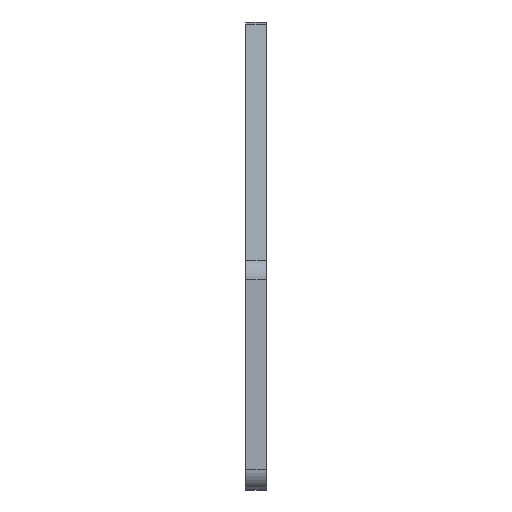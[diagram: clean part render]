
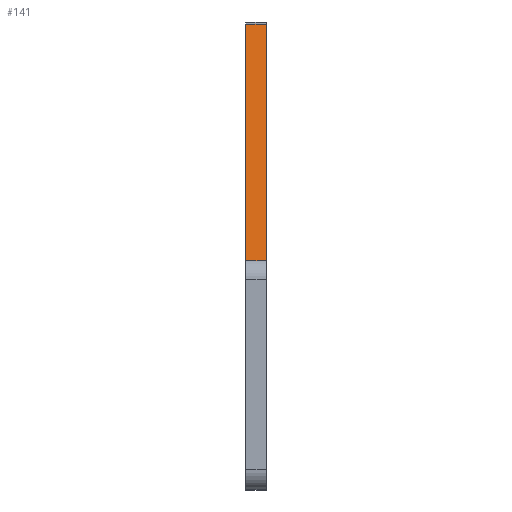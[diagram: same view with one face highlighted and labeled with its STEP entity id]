
A CAD part, left-side view. The second image highlights one B-rep face of the part: STEP entity #141.
In plain terms, the highlighted planar face has unit normal (-0.447, 0, 0.894).
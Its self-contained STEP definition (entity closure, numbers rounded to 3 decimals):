
#24 = LINE ( 'NONE', #513, #97 ) ;
#29 = DIRECTION ( 'NONE',  ( -0.894, 0., -0.447 ) ) ;
#97 = VECTOR ( 'NONE', #640, 1000. ) ;
#103 = CARTESIAN_POINT ( 'NONE',  ( -15.056, 0., 42.736 ) ) ;
#105 = EDGE_CURVE ( 'NONE', #154, #551, #313, .T. ) ;
#141 = ADVANCED_FACE ( 'NONE', ( #382 ), #456, .T. ) ;
#152 = VECTOR ( 'NONE', #29, 1000. ) ;
#154 = VERTEX_POINT ( 'NONE', #103 ) ;
#184 = CARTESIAN_POINT ( 'NONE',  ( -14.528, 0., 43. ) ) ;
#247 = DIRECTION ( 'NONE',  ( -0.447, 0., 0.894 ) ) ;
#274 = EDGE_LOOP ( 'NONE', ( #697, #775, #442, #543 ) ) ;
#313 = LINE ( 'NONE', #675, #152 ) ;
#373 = CARTESIAN_POINT ( 'NONE',  ( -71.618, 0., 14.455 ) ) ;
#380 = CARTESIAN_POINT ( 'NONE',  ( -15.056, 2.5, 42.736 ) ) ;
#382 = FACE_OUTER_BOUND ( 'NONE', #274, .T. ) ;
#442 = ORIENTED_EDGE ( 'NONE', *, *, #105, .F. ) ;
#456 = PLANE ( 'NONE',  #460 ) ;
#460 = AXIS2_PLACEMENT_3D ( 'NONE', #184, #247, #662 ) ;
#472 = EDGE_CURVE ( 'NONE', #822, #681, #24, .T. ) ;
#512 = LINE ( 'NONE', #373, #796 ) ;
#513 = CARTESIAN_POINT ( 'NONE',  ( -14.528, 2.5, 43. ) ) ;
#523 = LINE ( 'NONE', #649, #889 ) ;
#543 = ORIENTED_EDGE ( 'NONE', *, *, #777, .F. ) ;
#551 = VERTEX_POINT ( 'NONE', #715 ) ;
#599 = DIRECTION ( 'NONE',  ( 0., -1., 0. ) ) ;
#640 = DIRECTION ( 'NONE',  ( -0.894, 0., -0.447 ) ) ;
#649 = CARTESIAN_POINT ( 'NONE',  ( -15.056, 0., 42.736 ) ) ;
#662 = DIRECTION ( 'NONE',  ( -0.894, 0., -0.447 ) ) ;
#675 = CARTESIAN_POINT ( 'NONE',  ( -14.528, 0., 43. ) ) ;
#681 = VERTEX_POINT ( 'NONE', #842 ) ;
#697 = ORIENTED_EDGE ( 'NONE', *, *, #472, .T. ) ;
#715 = CARTESIAN_POINT ( 'NONE',  ( -71.618, 0., 14.455 ) ) ;
#775 = ORIENTED_EDGE ( 'NONE', *, *, #816, .F. ) ;
#777 = EDGE_CURVE ( 'NONE', #822, #154, #523, .T. ) ;
#791 = DIRECTION ( 'NONE',  ( 0., 1., 0. ) ) ;
#796 = VECTOR ( 'NONE', #791, 1000. ) ;
#816 = EDGE_CURVE ( 'NONE', #551, #681, #512, .T. ) ;
#822 = VERTEX_POINT ( 'NONE', #380 ) ;
#842 = CARTESIAN_POINT ( 'NONE',  ( -71.618, 2.5, 14.455 ) ) ;
#889 = VECTOR ( 'NONE', #599, 1000. ) ;
